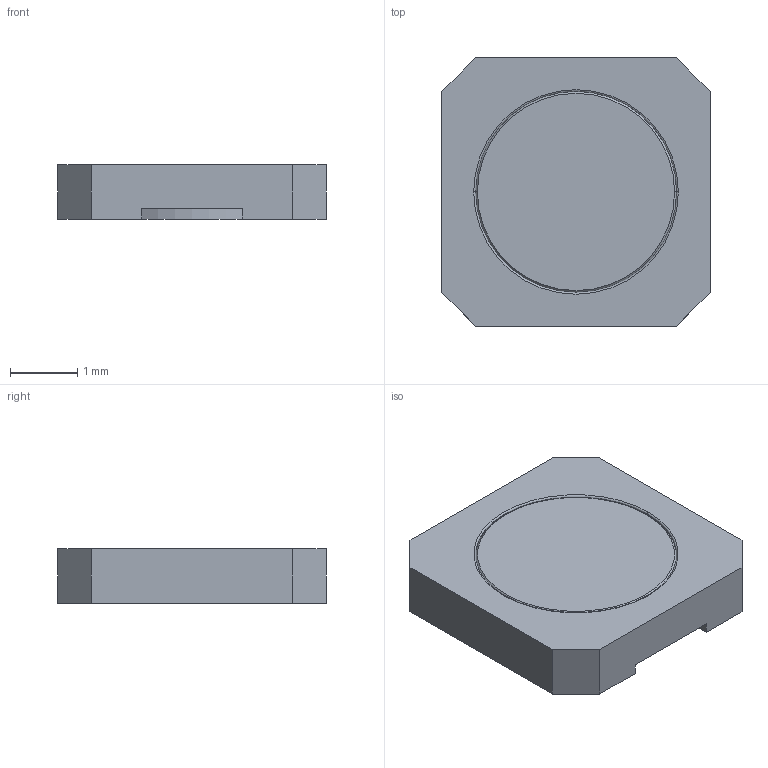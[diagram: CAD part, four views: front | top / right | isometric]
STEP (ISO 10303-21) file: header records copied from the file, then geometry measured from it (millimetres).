
FILE_DESCRIPTION (( 'STEP AP214' ), '1' );
FILE_NAME ('User Library-LPS4012.STEP', '2010-06-16T01:06:35', ( 'sysAdmin' ), ( 'SolidWorks' ), 'SwSTEP 2.0', 'SolidWorks 2010', '' );
FILE_SCHEMA (( 'AUTOMOTIVE_DESIGN' ));
Length unit declared in the file: millimetre
Products named in the file (1): User Library-LPS4012
Bounding box: 4 x 4 x 0.81 mm (x, y, z)
Volume: 12.2 mm3; surface area: 57.4 mm2
Topology: 2 solids, 2 shells, 27 faces, 68 edges, 44 vertices
Faces by surface type: plane 19, cylinder 4, cone 2, torus 2
Entity records: 1130 total; most frequent: DIRECTION 142, CARTESIAN_POINT 140, ORIENTED_EDGE 136, EDGE_CURVE 68, LINE 50, VECTOR 50, AXIS2_PLACEMENT_3D 46, VERTEX_POINT 44
